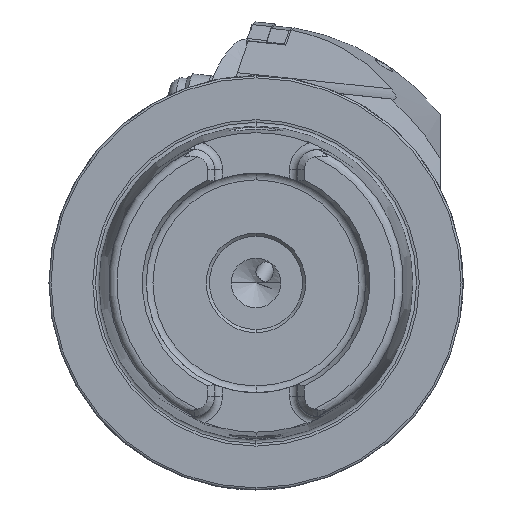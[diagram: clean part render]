
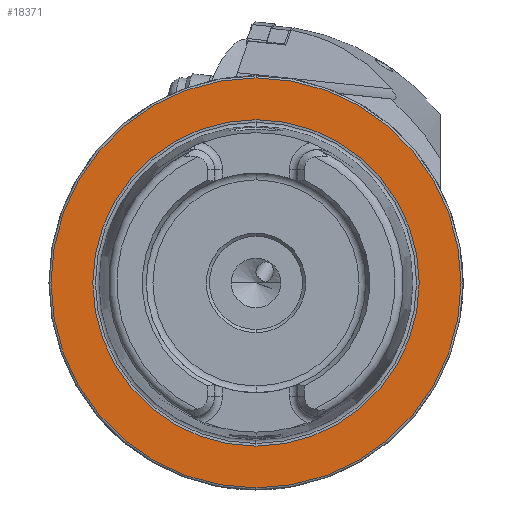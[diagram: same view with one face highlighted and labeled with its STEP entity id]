
A CAD part, left-side view. The second image highlights one B-rep face of the part: STEP entity #18371.
In plain terms, the highlighted planar face has unit normal (-1, 0, 0).
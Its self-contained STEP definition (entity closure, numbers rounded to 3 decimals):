
#91 = VERTEX_POINT ( 'NONE', #9571 ) ;
#404 = CIRCLE ( 'NONE', #4389, 49.5 ) ;
#1683 = FACE_OUTER_BOUND ( 'NONE', #15108, .T. ) ;
#1998 = AXIS2_PLACEMENT_3D ( 'NONE', #3533, #13897, #18378 ) ;
#2065 = CARTESIAN_POINT ( 'NONE',  ( 0., 0., 0. ) ) ;
#2107 = AXIS2_PLACEMENT_3D ( 'NONE', #2065, #3668, #12388 ) ;
#2334 = EDGE_CURVE ( 'NONE', #5605, #12927, #8365, .T. ) ;
#2344 = DIRECTION ( 'NONE',  ( -1., 0., 0. ) ) ;
#2524 = ORIENTED_EDGE ( 'NONE', *, *, #2973, .T. ) ;
#2607 = EDGE_CURVE ( 'NONE', #9077, #91, #12249, .T. ) ;
#2666 = CARTESIAN_POINT ( 'NONE',  ( 0., 0., 0. ) ) ;
#2973 = EDGE_CURVE ( 'NONE', #12927, #5605, #404, .T. ) ;
#3423 = PLANE ( 'NONE',  #1998 ) ;
#3533 = CARTESIAN_POINT ( 'NONE',  ( 0., 49.5, 0. ) ) ;
#3668 = DIRECTION ( 'NONE',  ( -1., 0., 0. ) ) ;
#4032 = ORIENTED_EDGE ( 'NONE', *, *, #17599, .F. ) ;
#4389 = AXIS2_PLACEMENT_3D ( 'NONE', #2666, #7214, #5715 ) ;
#5605 = VERTEX_POINT ( 'NONE', #7612 ) ;
#5715 = DIRECTION ( 'NONE',  ( 0., 0., 1. ) ) ;
#6431 = EDGE_LOOP ( 'NONE', ( #4032, #7495 ) ) ;
#7214 = DIRECTION ( 'NONE',  ( -1., 0., 0. ) ) ;
#7495 = ORIENTED_EDGE ( 'NONE', *, *, #2607, .F. ) ;
#7612 = CARTESIAN_POINT ( 'NONE',  ( 0., 0., -49.5 ) ) ;
#8365 = CIRCLE ( 'NONE', #17371, 49.5 ) ;
#9077 = VERTEX_POINT ( 'NONE', #13649 ) ;
#9217 = DIRECTION ( 'NONE',  ( -1., 0., 0. ) ) ;
#9571 = CARTESIAN_POINT ( 'NONE',  ( 0., 0., 39.405 ) ) ;
#9581 = CARTESIAN_POINT ( 'NONE',  ( 0., 0., 0. ) ) ;
#11515 = CARTESIAN_POINT ( 'NONE',  ( 0., 0., 49.5 ) ) ;
#12249 = CIRCLE ( 'NONE', #18023, 39.405 ) ;
#12388 = DIRECTION ( 'NONE',  ( 0., 0., 1. ) ) ;
#12692 = DIRECTION ( 'NONE',  ( 0., 0., 1. ) ) ;
#12927 = VERTEX_POINT ( 'NONE', #11515 ) ;
#13490 = CIRCLE ( 'NONE', #2107, 39.405 ) ;
#13649 = CARTESIAN_POINT ( 'NONE',  ( 0., 0., -39.405 ) ) ;
#13897 = DIRECTION ( 'NONE',  ( 1., 0., 0. ) ) ;
#15108 = EDGE_LOOP ( 'NONE', ( #2524, #16603 ) ) ;
#15563 = FACE_BOUND ( 'NONE', #6431, .T. ) ;
#16603 = ORIENTED_EDGE ( 'NONE', *, *, #2334, .T. ) ;
#17371 = AXIS2_PLACEMENT_3D ( 'NONE', #18269, #9217, #18067 ) ;
#17599 = EDGE_CURVE ( 'NONE', #91, #9077, #13490, .T. ) ;
#18023 = AXIS2_PLACEMENT_3D ( 'NONE', #9581, #2344, #12692 ) ;
#18067 = DIRECTION ( 'NONE',  ( 0., 0., 1. ) ) ;
#18269 = CARTESIAN_POINT ( 'NONE',  ( 0., 0., 0. ) ) ;
#18371 = ADVANCED_FACE ( 'NONE', ( #15563, #1683 ), #3423, .F. ) ;
#18378 = DIRECTION ( 'NONE',  ( 0., 0., -1. ) ) ;
